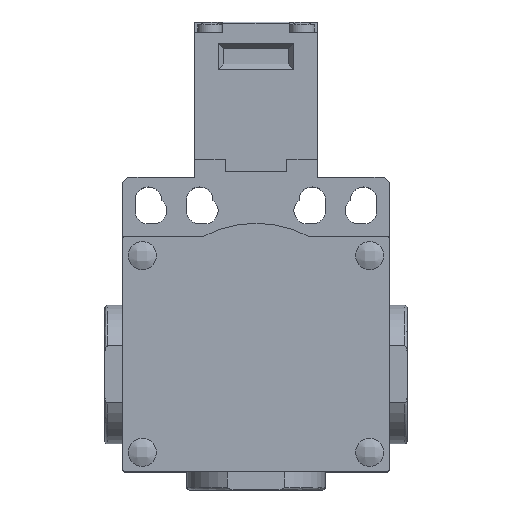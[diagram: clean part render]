
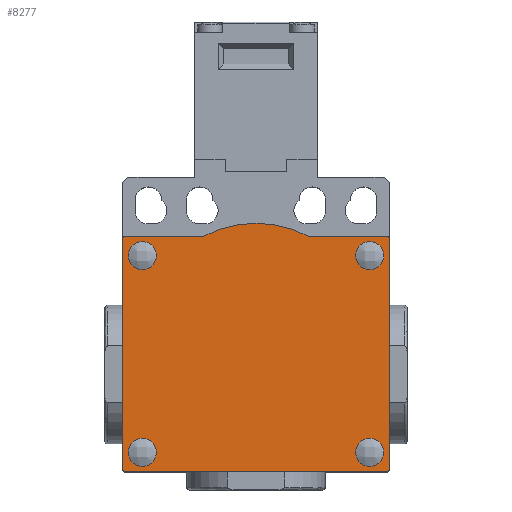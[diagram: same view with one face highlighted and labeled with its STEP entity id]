
A CAD part, top view. The second image highlights one B-rep face of the part: STEP entity #8277.
In plain terms, the highlighted planar face has unit normal (0, 0, 1).
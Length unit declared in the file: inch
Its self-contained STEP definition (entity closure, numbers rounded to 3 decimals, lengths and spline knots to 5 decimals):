
#124 = VERTEX_POINT ( 'NONE', #1455 ) ;
#128 = DIRECTION ( 'NONE',  ( 0., 0., 1. ) ) ;
#185 = CARTESIAN_POINT ( 'NONE',  ( 0.87402, -0.34646, 1.15354 ) ) ;
#202 = VERTEX_POINT ( 'NONE', #4501 ) ;
#247 = EDGE_CURVE ( 'NONE', #8393, #8393, #2039, .T. ) ;
#253 = ORIENTED_EDGE ( 'NONE', *, *, #4363, .F. ) ;
#275 = EDGE_CURVE ( 'NONE', #1886, #202, #8331, .T. ) ;
#325 = FACE_BOUND ( 'NONE', #5458, .T. ) ;
#355 = DIRECTION ( 'NONE',  ( 0., 1., 0. ) ) ;
#413 = PLANE ( 'NONE',  #6306 ) ;
#460 = FACE_BOUND ( 'NONE', #2993, .T. ) ;
#484 = ORIENTED_EDGE ( 'NONE', *, *, #4592, .T. ) ;
#587 = DIRECTION ( 'NONE',  ( 0., 0., 1. ) ) ;
#959 = CARTESIAN_POINT ( 'NONE',  ( -0.40101, -0.19685, 1.15354 ) ) ;
#1066 = AXIS2_PLACEMENT_3D ( 'NONE', #6397, #128, #2280 ) ;
#1136 = DIRECTION ( 'NONE',  ( 0., 0., -1. ) ) ;
#1225 = VERTEX_POINT ( 'NONE', #8995 ) ;
#1283 = VERTEX_POINT ( 'NONE', #1422 ) ;
#1358 = VERTEX_POINT ( 'NONE', #8677 ) ;
#1419 = CARTESIAN_POINT ( 'NONE',  ( 0., -0.96457, 1.15354 ) ) ;
#1422 = CARTESIAN_POINT ( 'NONE',  ( -0.87402, -1.96654, 1.15354 ) ) ;
#1455 = CARTESIAN_POINT ( 'NONE',  ( 1.02362, -1.98819, 1.15354 ) ) ;
#1520 = CARTESIAN_POINT ( 'NONE',  ( 1.00394, -0.19685, 1.15354 ) ) ;
#1594 = ORIENTED_EDGE ( 'NONE', *, *, #247, .T. ) ;
#1703 = VECTOR ( 'NONE', #4551, 39.37008 ) ;
#1781 = CARTESIAN_POINT ( 'NONE',  ( 1.02362, 0.25591, 1.15354 ) ) ;
#1790 = DIRECTION ( 'NONE',  ( 0., -1., 0. ) ) ;
#1871 = CIRCLE ( 'NONE', #6400, 0.01969 ) ;
#1886 = VERTEX_POINT ( 'NONE', #3537 ) ;
#1934 = DIRECTION ( 'NONE',  ( 0., 0., 1. ) ) ;
#1974 = DIRECTION ( 'NONE',  ( 0., 0., 1. ) ) ;
#2021 = CARTESIAN_POINT ( 'NONE',  ( 0.87402, -0.23819, 1.15354 ) ) ;
#2039 = CIRCLE ( 'NONE', #6869, 0.10827 ) ;
#2116 = CARTESIAN_POINT ( 'NONE',  ( 0.87402, -1.75, 1.15354 ) ) ;
#2131 = LINE ( 'NONE', #4809, #2389 ) ;
#2280 = DIRECTION ( 'NONE',  ( 0., -1., 0. ) ) ;
#2296 = DIRECTION ( 'NONE',  ( 0., 0., -1. ) ) ;
#2389 = VECTOR ( 'NONE', #7623, 39.37008 ) ;
#2634 = EDGE_CURVE ( 'NONE', #1283, #1283, #7805, .T. ) ;
#2740 = EDGE_CURVE ( 'NONE', #5676, #1225, #6628, .T. ) ;
#2773 = VERTEX_POINT ( 'NONE', #4842 ) ;
#2825 = EDGE_LOOP ( 'NONE', ( #4318 ) ) ;
#2828 = CARTESIAN_POINT ( 'NONE',  ( -1.02362, -1.98819, 1.15354 ) ) ;
#2891 = VERTEX_POINT ( 'NONE', #6802 ) ;
#2931 = EDGE_CURVE ( 'NONE', #5676, #1886, #2131, .T. ) ;
#2953 = CARTESIAN_POINT ( 'NONE',  ( 0., -0.19685, 1.15354 ) ) ;
#2977 = DIRECTION ( 'NONE',  ( 0., 0., -1. ) ) ;
#2993 = EDGE_LOOP ( 'NONE', ( #7868 ) ) ;
#3112 = DIRECTION ( 'NONE',  ( 0., 0., -1. ) ) ;
#3261 = EDGE_CURVE ( 'NONE', #8301, #8301, #8975, .T. ) ;
#3334 = CARTESIAN_POINT ( 'NONE',  ( 1.00394, -0.21654, 1.15354 ) ) ;
#3489 = VECTOR ( 'NONE', #8933, 39.37008 ) ;
#3537 = CARTESIAN_POINT ( 'NONE',  ( -1.02362, -0.21654, 1.15354 ) ) ;
#3545 = CIRCLE ( 'NONE', #8089, 0.01969 ) ;
#3581 = ORIENTED_EDGE ( 'NONE', *, *, #7194, .T. ) ;
#3929 = VERTEX_POINT ( 'NONE', #959 ) ;
#4095 = DIRECTION ( 'NONE',  ( 0., -1., 0. ) ) ;
#4160 = DIRECTION ( 'NONE',  ( 0., -1., 0. ) ) ;
#4201 = DIRECTION ( 'NONE',  ( 0., 0., 1. ) ) ;
#4204 = ORIENTED_EDGE ( 'NONE', *, *, #5104, .F. ) ;
#4318 = ORIENTED_EDGE ( 'NONE', *, *, #3261, .T. ) ;
#4358 = ORIENTED_EDGE ( 'NONE', *, *, #9053, .T. ) ;
#4363 = EDGE_CURVE ( 'NONE', #2891, #1225, #7955, .T. ) ;
#4419 = EDGE_CURVE ( 'NONE', #4587, #7656, #5107, .T. ) ;
#4446 = CARTESIAN_POINT ( 'NONE',  ( 1.02362, -2.00787, 1.15354 ) ) ;
#4501 = CARTESIAN_POINT ( 'NONE',  ( -1.00394, -0.19685, 1.15354 ) ) ;
#4512 = AXIS2_PLACEMENT_3D ( 'NONE', #8004, #3112, #4642 ) ;
#4551 = DIRECTION ( 'NONE',  ( 0., -1., 0. ) ) ;
#4568 = ORIENTED_EDGE ( 'NONE', *, *, #6083, .T. ) ;
#4587 = VERTEX_POINT ( 'NONE', #1520 ) ;
#4592 = EDGE_CURVE ( 'NONE', #7656, #3929, #6353, .T. ) ;
#4642 = DIRECTION ( 'NONE',  ( 0., 1., 0. ) ) ;
#4675 = EDGE_CURVE ( 'NONE', #2773, #2773, #7248, .T. ) ;
#4709 = CARTESIAN_POINT ( 'NONE',  ( 0., -0.19685, 1.15354 ) ) ;
#4751 = CARTESIAN_POINT ( 'NONE',  ( 1.00394, -1.98819, 1.15354 ) ) ;
#4778 = DIRECTION ( 'NONE',  ( 0., 0., -1. ) ) ;
#4809 = CARTESIAN_POINT ( 'NONE',  ( -1.02362, -2.00787, 1.15354 ) ) ;
#4842 = CARTESIAN_POINT ( 'NONE',  ( -0.87402, -0.45472, 1.15354 ) ) ;
#4932 = ORIENTED_EDGE ( 'NONE', *, *, #2740, .T. ) ;
#5063 = ORIENTED_EDGE ( 'NONE', *, *, #4675, .T. ) ;
#5065 = DIRECTION ( 'NONE',  ( -1., 0., 0. ) ) ;
#5104 = EDGE_CURVE ( 'NONE', #1358, #124, #8040, .T. ) ;
#5107 = LINE ( 'NONE', #2953, #8860 ) ;
#5298 = AXIS2_PLACEMENT_3D ( 'NONE', #8421, #4778, #4095 ) ;
#5401 = LINE ( 'NONE', #4709, #3489 ) ;
#5458 = EDGE_LOOP ( 'NONE', ( #1594 ) ) ;
#5530 = CARTESIAN_POINT ( 'NONE',  ( 0., -0.87598, 1.15354 ) ) ;
#5676 = VERTEX_POINT ( 'NONE', #2828 ) ;
#6031 = ORIENTED_EDGE ( 'NONE', *, *, #275, .F. ) ;
#6032 = CARTESIAN_POINT ( 'NONE',  ( 0.87402, -1.85827, 1.15354 ) ) ;
#6083 = EDGE_CURVE ( 'NONE', #1358, #4587, #1871, .T. ) ;
#6193 = AXIS2_PLACEMENT_3D ( 'NONE', #185, #2977, #7930 ) ;
#6306 = AXIS2_PLACEMENT_3D ( 'NONE', #5530, #587, #8976 ) ;
#6345 = EDGE_LOOP ( 'NONE', ( #5063 ) ) ;
#6353 = CIRCLE ( 'NONE', #7097, 0.86614 ) ;
#6397 = CARTESIAN_POINT ( 'NONE',  ( -1.00394, -1.98819, 1.15354 ) ) ;
#6400 = AXIS2_PLACEMENT_3D ( 'NONE', #3334, #1974, #7428 ) ;
#6542 = CARTESIAN_POINT ( 'NONE',  ( 0.40101, -0.19685, 1.15354 ) ) ;
#6567 = DIRECTION ( 'NONE',  ( -1., 0., 0. ) ) ;
#6603 = FACE_BOUND ( 'NONE', #2825, .T. ) ;
#6628 = CIRCLE ( 'NONE', #1066, 0.01969 ) ;
#6690 = FACE_OUTER_BOUND ( 'NONE', #7062, .T. ) ;
#6802 = CARTESIAN_POINT ( 'NONE',  ( 1.00394, -2.00787, 1.15354 ) ) ;
#6869 = AXIS2_PLACEMENT_3D ( 'NONE', #6032, #1136, #355 ) ;
#7014 = DIRECTION ( 'NONE',  ( 0., -1., 0. ) ) ;
#7062 = EDGE_LOOP ( 'NONE', ( #484, #3581, #6031, #8058, #4932, #253, #4358, #4204, #4568, #8428 ) ) ;
#7097 = AXIS2_PLACEMENT_3D ( 'NONE', #1419, #4201, #7014 ) ;
#7194 = EDGE_CURVE ( 'NONE', #3929, #202, #5401, .T. ) ;
#7248 = CIRCLE ( 'NONE', #7831, 0.10827 ) ;
#7292 = FACE_BOUND ( 'NONE', #6345, .T. ) ;
#7428 = DIRECTION ( 'NONE',  ( 0., -1., 0. ) ) ;
#7623 = DIRECTION ( 'NONE',  ( 0., 1., 0. ) ) ;
#7656 = VERTEX_POINT ( 'NONE', #6542 ) ;
#7805 = CIRCLE ( 'NONE', #5298, 0.10827 ) ;
#7831 = AXIS2_PLACEMENT_3D ( 'NONE', #8055, #2296, #1790 ) ;
#7868 = ORIENTED_EDGE ( 'NONE', *, *, #2634, .T. ) ;
#7930 = DIRECTION ( 'NONE',  ( 0., 1., 0. ) ) ;
#7955 = LINE ( 'NONE', #4446, #8715 ) ;
#8004 = CARTESIAN_POINT ( 'NONE',  ( -1.00394, -0.21654, 1.15354 ) ) ;
#8040 = LINE ( 'NONE', #1781, #1703 ) ;
#8055 = CARTESIAN_POINT ( 'NONE',  ( -0.87402, -0.34646, 1.15354 ) ) ;
#8058 = ORIENTED_EDGE ( 'NONE', *, *, #2931, .F. ) ;
#8089 = AXIS2_PLACEMENT_3D ( 'NONE', #4751, #1934, #4160 ) ;
#8277 = ADVANCED_FACE ( 'NONE', ( #7292, #6603, #460, #325, #6690 ), #413, .T. ) ;
#8301 = VERTEX_POINT ( 'NONE', #2021 ) ;
#8331 = CIRCLE ( 'NONE', #4512, 0.01969 ) ;
#8393 = VERTEX_POINT ( 'NONE', #2116 ) ;
#8421 = CARTESIAN_POINT ( 'NONE',  ( -0.87402, -1.85827, 1.15354 ) ) ;
#8428 = ORIENTED_EDGE ( 'NONE', *, *, #4419, .T. ) ;
#8677 = CARTESIAN_POINT ( 'NONE',  ( 1.02362, -0.21654, 1.15354 ) ) ;
#8715 = VECTOR ( 'NONE', #6567, 39.37008 ) ;
#8860 = VECTOR ( 'NONE', #5065, 39.37008 ) ;
#8933 = DIRECTION ( 'NONE',  ( -1., 0., 0. ) ) ;
#8975 = CIRCLE ( 'NONE', #6193, 0.10827 ) ;
#8976 = DIRECTION ( 'NONE',  ( 0., -1., 0. ) ) ;
#8995 = CARTESIAN_POINT ( 'NONE',  ( -1.00394, -2.00787, 1.15354 ) ) ;
#9053 = EDGE_CURVE ( 'NONE', #2891, #124, #3545, .T. ) ;
